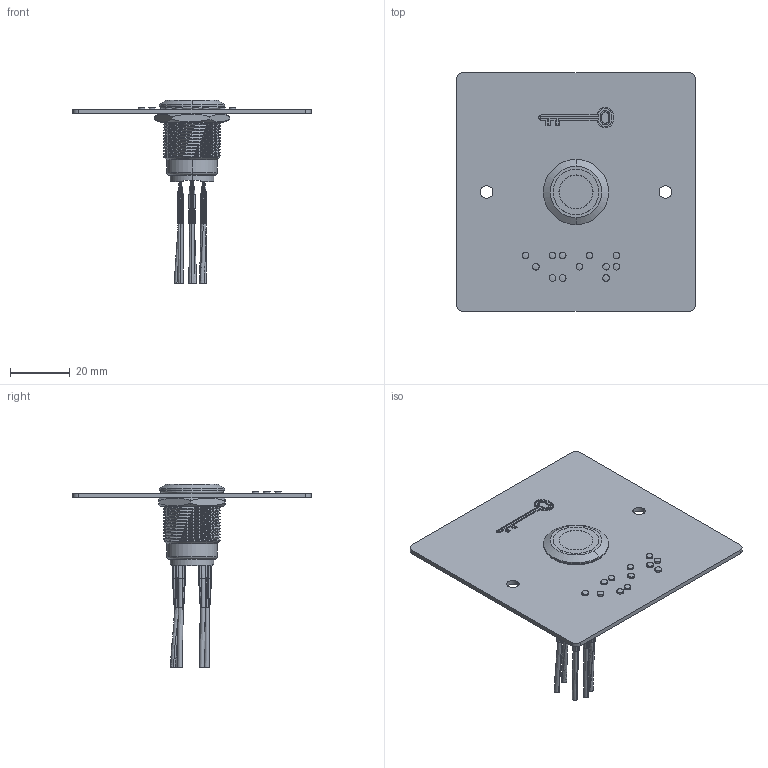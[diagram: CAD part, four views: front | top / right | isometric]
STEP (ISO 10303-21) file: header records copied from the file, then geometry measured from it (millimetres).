
FILE_DESCRIPTION (( 'STEP AP214' ), '1' );
FILE_NAME ('PB19VB_6FBL.STEP', '2021-07-05T06:56:44', ( '' ), ( '' ), 'SwSTEP 2.0', 'SolidWorks 2020', '' );
FILE_SCHEMA (( 'AUTOMOTIVE_DESIGN' ));
Length unit declared in the file: millimetre
Products named in the file (7): BP-JOINT_COMPRESSE; MP0402-MORTICE FACE_MP0636-BRAILLE EXIT + CLE ; BP-ECROU; BP-BOUTON POUSSOIR INOX_PB19NO+NC_BV; FILS^PB19_6 FILS; PB19_PB19NO+NC_BV_6FS; PB19VB_6FBL
Assembly tree (6 placements, depth 3):
  PB19VB_6FBL
    MP0402-MORTICE FACE_MP0636-BRAILLE EXIT + CLE 
    PB19_PB19NO+NC_BV_6FS
      BP-BOUTON POUSSOIR INOX_PB19NO+NC_BV
      BP-ECROU
      BP-JOINT_COMPRESSE
      FILS^PB19_6 FILS
Bounding box: 80 x 80 x 61.7 mm (x, y, z)
Volume: 17182.9 mm3; surface area: 19272.2 mm2
Topology: 16 solids, 16 shells, 540 faces, 1391 edges, 926 vertices
Faces by surface type: bspline 286, plane 151, cylinder 87, cone 8, torus 8
Entity records: 55468 total; most frequent: CARTESIAN_POINT 40645, ORIENTED_EDGE 2778, DIRECTION 1609, EDGE_CURVE 1389, VERTEX_POINT 922, EDGE_LOOP 615, AXIS2_PLACEMENT_3D 544, FACE_OUTER_BOUND 540
